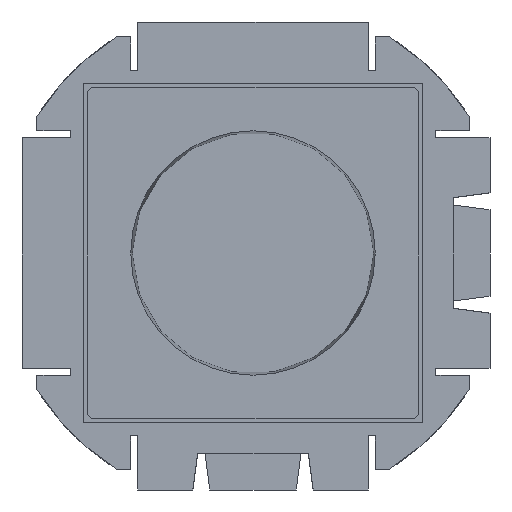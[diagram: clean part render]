
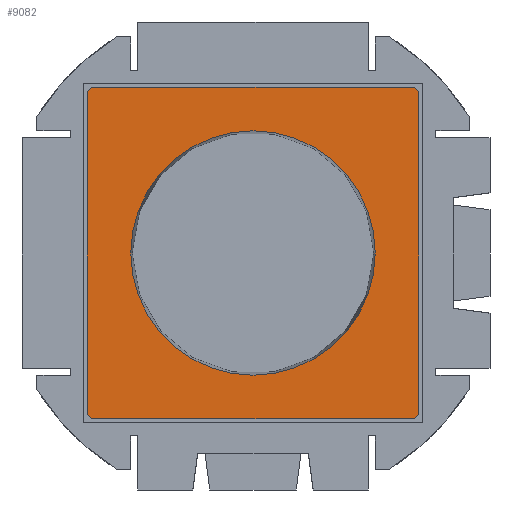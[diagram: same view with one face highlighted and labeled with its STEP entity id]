
A CAD part, front view. The second image highlights one B-rep face of the part: STEP entity #9082.
In plain terms, the highlighted planar face has unit normal (0, -1, 0).
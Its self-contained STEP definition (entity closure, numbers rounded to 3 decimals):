
#486=FACE_BOUND('',#1156,.T.);
#512=CIRCLE('',#9612,50.883);
#513=CIRCLE('',#9613,50.883);
#671=FACE_OUTER_BOUND('',#1155,.T.);
#1155=EDGE_LOOP('',(#5599,#5600,#5601,#5602,#5603,#5604,#5605,#5606));
#1156=EDGE_LOOP('',(#5607,#5608));
#1665=LINE('',#12548,#2526);
#1666=LINE('',#12550,#2527);
#1667=LINE('',#12552,#2528);
#1668=LINE('',#12554,#2529);
#1669=LINE('',#12556,#2530);
#1670=LINE('',#12558,#2531);
#1671=LINE('',#12560,#2532);
#1672=LINE('',#12561,#2533);
#2526=VECTOR('',#10306,10.);
#2527=VECTOR('',#10307,10.);
#2528=VECTOR('',#10308,10.);
#2529=VECTOR('',#10309,10.);
#2530=VECTOR('',#10310,10.);
#2531=VECTOR('',#10311,10.);
#2532=VECTOR('',#10312,10.);
#2533=VECTOR('',#10313,10.);
#3387=VERTEX_POINT('',#12546);
#3388=VERTEX_POINT('',#12547);
#3389=VERTEX_POINT('',#12549);
#3390=VERTEX_POINT('',#12551);
#3391=VERTEX_POINT('',#12553);
#3392=VERTEX_POINT('',#12555);
#3393=VERTEX_POINT('',#12557);
#3394=VERTEX_POINT('',#12559);
#3395=VERTEX_POINT('',#12562);
#3396=VERTEX_POINT('',#12563);
#4265=EDGE_CURVE('',#3387,#3388,#1665,.T.);
#4266=EDGE_CURVE('',#3388,#3389,#1666,.T.);
#4267=EDGE_CURVE('',#3389,#3390,#1667,.T.);
#4268=EDGE_CURVE('',#3390,#3391,#1668,.T.);
#4269=EDGE_CURVE('',#3391,#3392,#1669,.T.);
#4270=EDGE_CURVE('',#3392,#3393,#1670,.T.);
#4271=EDGE_CURVE('',#3393,#3394,#1671,.T.);
#4272=EDGE_CURVE('',#3394,#3387,#1672,.T.);
#4273=EDGE_CURVE('',#3395,#3396,#512,.F.);
#4274=EDGE_CURVE('',#3396,#3395,#513,.F.);
#5599=ORIENTED_EDGE('',*,*,#4265,.T.);
#5600=ORIENTED_EDGE('',*,*,#4266,.T.);
#5601=ORIENTED_EDGE('',*,*,#4267,.T.);
#5602=ORIENTED_EDGE('',*,*,#4268,.T.);
#5603=ORIENTED_EDGE('',*,*,#4269,.T.);
#5604=ORIENTED_EDGE('',*,*,#4270,.T.);
#5605=ORIENTED_EDGE('',*,*,#4271,.T.);
#5606=ORIENTED_EDGE('',*,*,#4272,.T.);
#5607=ORIENTED_EDGE('',*,*,#4273,.T.);
#5608=ORIENTED_EDGE('',*,*,#4274,.T.);
#8267=PLANE('',#9611);
#9082=ADVANCED_FACE('',(#671,#486),#8267,.F.);
#9611=AXIS2_PLACEMENT_3D('',#12545,#10304,#10305);
#9612=AXIS2_PLACEMENT_3D('',#12564,#10314,#10315);
#9613=AXIS2_PLACEMENT_3D('',#12565,#10316,#10317);
#10304=DIRECTION('center_axis',(0.,1.,0.));
#10305=DIRECTION('ref_axis',(0.,0.,1.));
#10306=DIRECTION('',(0.,0.,-1.));
#10307=DIRECTION('',(0.707,0.,-0.707));
#10308=DIRECTION('',(1.,0.,0.));
#10309=DIRECTION('',(0.707,0.,0.707));
#10310=DIRECTION('',(0.,0.,1.));
#10311=DIRECTION('',(-0.707,0.,0.707));
#10312=DIRECTION('',(-1.,0.,0.));
#10313=DIRECTION('',(-0.707,0.,-0.707));
#10314=DIRECTION('center_axis',(0.,-1.,0.));
#10315=DIRECTION('ref_axis',(1.,0.,0.));
#10316=DIRECTION('center_axis',(0.,-1.,0.));
#10317=DIRECTION('ref_axis',(1.,0.,0.));
#12545=CARTESIAN_POINT('Origin',(0.,-88.5,0.));
#12546=CARTESIAN_POINT('',(-69.1,-88.5,67.1));
#12547=CARTESIAN_POINT('',(-69.1,-88.5,-67.1));
#12548=CARTESIAN_POINT('',(-69.1,-88.5,-33.55));
#12549=CARTESIAN_POINT('',(-67.1,-88.5,-69.1));
#12550=CARTESIAN_POINT('',(-67.6,-88.5,-68.6));
#12551=CARTESIAN_POINT('',(67.1,-88.5,-69.1));
#12552=CARTESIAN_POINT('',(33.55,-88.5,-69.1));
#12553=CARTESIAN_POINT('',(69.1,-88.5,-67.1));
#12554=CARTESIAN_POINT('',(68.6,-88.5,-67.6));
#12555=CARTESIAN_POINT('',(69.1,-88.5,67.1));
#12556=CARTESIAN_POINT('',(69.1,-88.5,33.55));
#12557=CARTESIAN_POINT('',(67.1,-88.5,69.1));
#12558=CARTESIAN_POINT('',(67.6,-88.5,68.6));
#12559=CARTESIAN_POINT('',(-67.1,-88.5,69.1));
#12560=CARTESIAN_POINT('',(-33.55,-88.5,69.1));
#12561=CARTESIAN_POINT('',(-68.6,-88.5,67.6));
#12562=CARTESIAN_POINT('',(0.,-88.5,50.883));
#12563=CARTESIAN_POINT('',(-50.883,-88.5,0.));
#12564=CARTESIAN_POINT('Origin',(0.,-88.5,0.));
#12565=CARTESIAN_POINT('Origin',(0.,-88.5,0.));
